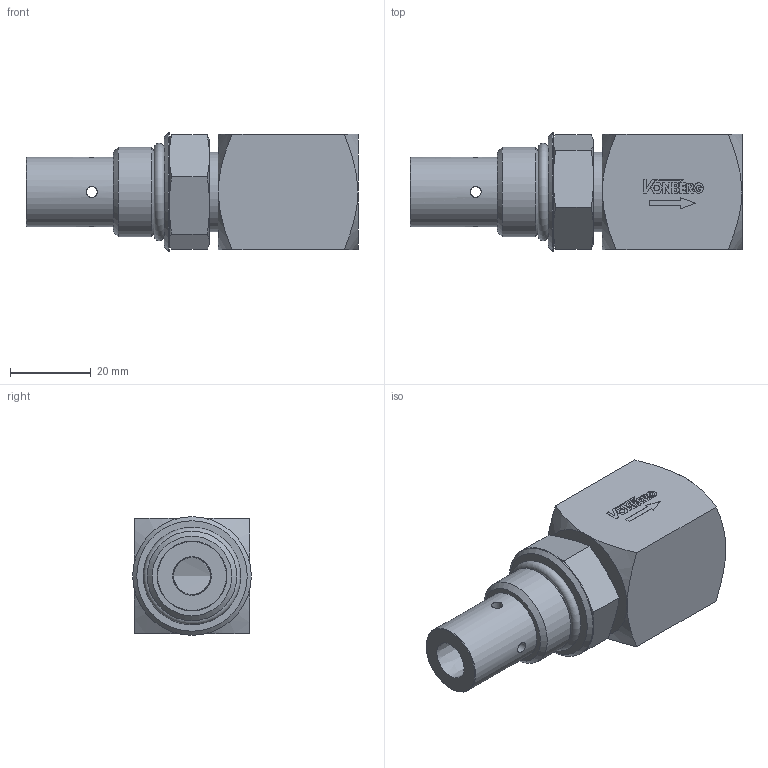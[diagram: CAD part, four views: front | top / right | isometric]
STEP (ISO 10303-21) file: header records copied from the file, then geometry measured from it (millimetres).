
FILE_DESCRIPTION((''),'2;1');
FILE_NAME('8404.stp','2015-02-17T15:24:13',('jml'),(''),'Autodesk Inventor 2010','Autodesk Inventor 2010','');
FILE_SCHEMA(('AUTOMOTIVE_DESIGN { 1 0 10303 214 1 1 1 1 }'));
Length unit declared in the file: inch
Products named in the file (5): 8304 (LevelofDetail1); 221676; 990265; 990266; 910 O-RING
Assembly tree (4 placements, depth 2):
  8304 (LevelofDetail1)
    221676
    990265
    990266
    910 O-RING
Bounding box: 82.04 x 29.34 x 29.34 mm (x, y, z)
Volume: 35553.4 mm3; surface area: 14542.6 mm2
Topology: 4 solids, 4 shells, 161 faces, 399 edges, 257 vertices
Faces by surface type: plane 101, cone 29, cylinder 27, bspline 3, torus 1
Full cylindrical faces by diameter (mm): 1.392 x1, 2.692 x4, 16.669 x1, 17.272 x1, 19.685 x2, 20.269 x1, 22.098 x2, 29.337 x1
Entity records: 5041 total; most frequent: CARTESIAN_POINT 1203, DIRECTION 722, ORIENTED_EDGE 720, EDGE_CURVE 360, VERTEX_POINT 245, AXIS2_PLACEMENT_3D 244, VECTOR 234, LINE 234
